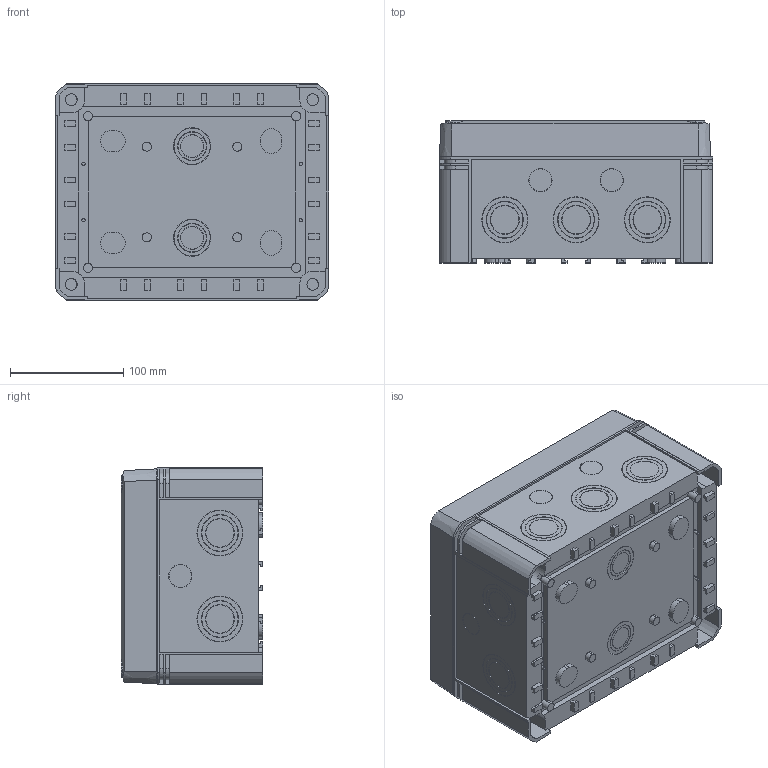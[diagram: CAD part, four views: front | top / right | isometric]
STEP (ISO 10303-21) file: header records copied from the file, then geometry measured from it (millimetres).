
FILE_DESCRIPTION (( 'STEP AP214' ), '1' );
FILE_NAME ('2005100.STEP', '2024-03-12T07:23:05', ( '' ), ( '' ), 'SwSTEP 2.0', 'SolidWorks 2022', '' );
FILE_SCHEMA (( 'AUTOMOTIVE_DESIGN' ));
Length unit declared in the file: millimetre
Products named in the file (14): ED170-04-02_Standard; 2005100; ED910-32_S-Serie M32; 113231_Standard; ED910-32_S-Serie M32_aus TPE; 092861_S-925; 091280_Standard; ED910-25_S-Serie; 077121_S925BC-10-JB-LGR; 116133_55; 051959_Standard; pan head cross recess screw_iso_ISO 7045 - M3 x 10 - Z --- 10N; 087700_Standard; ED910-25_ED910-25
Assembly tree (26 placements, depth 3):
  2005100
    077121_S925BC-10-JB-LGR
    113231_Standard
      051959_Standard
    087700_Standard  x4
    ED910-32_S-Serie M32
    ED910-25_S-Serie
    ED170-04-02_Standard  x4
    092861_S-925
    091280_Standard  x2
    pan head cross recess screw_iso_ISO 7045 - M3 x 10 - Z --- 10N  x4
    116133_55  x4
    ED910-25_ED910-25
    ED910-32_S-Serie M32_aus TPE
Bounding box: 241.57 x 125.41 x 191 mm (x, y, z)
Volume: 720772.6 mm3; surface area: 537523 mm2
Topology: 25 solids, 25 shells, 1434 faces, 3491 edges, 2227 vertices
Faces by surface type: plane 758, cylinder 378, cone 264, torus 16, bspline 10, sphere 8
Entity records: 35800 total; most frequent: CARTESIAN_POINT 7631, DIRECTION 5857, ORIENTED_EDGE 5530, EDGE_CURVE 2765, AXIS2_PLACEMENT_3D 2077, VERTEX_POINT 1779, VECTOR 1703, LINE 1703
